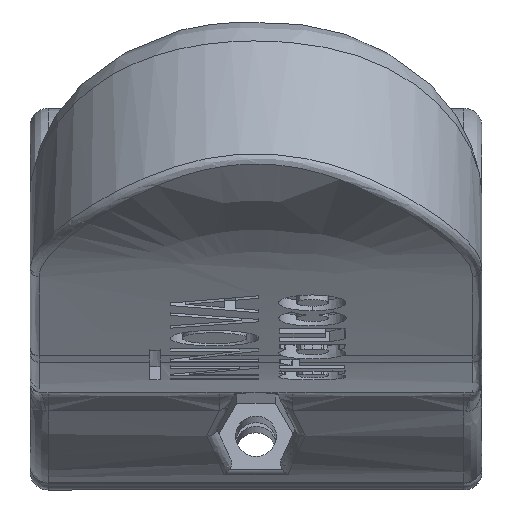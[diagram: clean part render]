
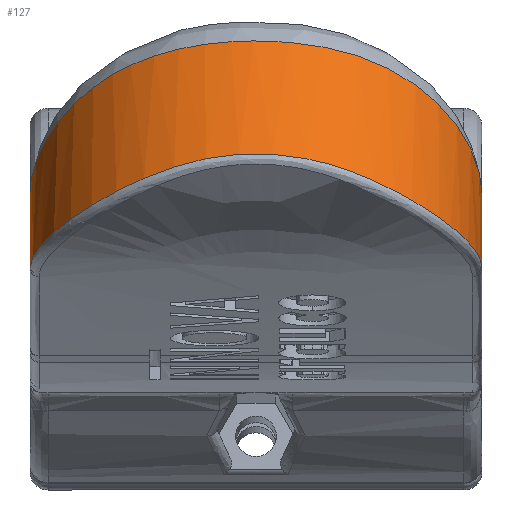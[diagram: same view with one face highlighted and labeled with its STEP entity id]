
A CAD part, top view. The second image highlights one B-rep face of the part: STEP entity #127.
In plain terms, the highlighted free-form (B-spline) face has degree [2, 1] with [9, 2] control points.
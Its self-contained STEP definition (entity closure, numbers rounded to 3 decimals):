
#127=ADVANCED_FACE('',(#402),#4150,.T.);
#402=FACE_OUTER_BOUND('',#685,.T.);
#685=EDGE_LOOP('',(#1341,#1342,#1343,#1344));
#1341=ORIENTED_EDGE('',*,*,#2466,.T.);
#1342=ORIENTED_EDGE('',*,*,#2459,.F.);
#1343=ORIENTED_EDGE('',*,*,#2481,.T.);
#1344=ORIENTED_EDGE('',*,*,#2421,.T.);
#2421=EDGE_CURVE('',#3765,#3764,#3220,.T.);
#2459=EDGE_CURVE('',#3776,#3777,#3247,.T.);
#2466=EDGE_CURVE('',#3764,#3777,#3252,.T.);
#2481=EDGE_CURVE('',#3776,#3765,#3264,.T.);
#3220=B_SPLINE_CURVE_WITH_KNOTS('',1,(#12373,#12374),.UNSPECIFIED.,.F.,
 .F.,(2,2),(-10.71,0.),.UNSPECIFIED.);
#3247=B_SPLINE_CURVE_WITH_KNOTS('',1,(#12681,#12682),.UNSPECIFIED.,.F.,
 .F.,(2,2),(0.,10.71),.UNSPECIFIED.);
#3252=B_SPLINE_CURVE_WITH_KNOTS('',3,(#12732,#12733,#12734,#12735,#12736,
#12737,#12738,#12739,#12740,#12741,#12742,#12743,#12744,#12745,#12746,#12747,
#12748),.UNSPECIFIED.,.F.,.F.,(4,1,1,1,1,1,1,1,1,1,1,1,1,1,4),(-79.148,
-73.495,-67.841,-62.188,-56.534,
-50.881,-45.228,-37.69,-33.921,
-30.152,-22.614,-16.96,-11.307,
-5.653,0.),.UNSPECIFIED.);
#3264=B_SPLINE_CURVE_WITH_KNOTS('',3,(#12830,#12831,#12832,#12833,#12834,
#12835,#12836,#12837,#12838,#12839,#12840,#12841,#12842,#12843,#12844),
 .UNSPECIFIED.,.F.,.F.,(4,1,1,1,1,1,1,1,1,1,1,1,4),(-81.184,-75.385,
-69.586,-63.787,-57.989,-46.391,
-42.525,-34.793,-30.927,-23.195,
-17.397,-11.598,0.),.UNSPECIFIED.);
#3764=VERTEX_POINT('',#11337);
#3765=VERTEX_POINT('',#11338);
#3776=VERTEX_POINT('',#11349);
#3777=VERTEX_POINT('',#11350);
#4150=(
BOUNDED_SURFACE()
B_SPLINE_SURFACE(2,1,((#11188,#11189),(#11190,#11191),(#11192,#11193),(#11194,
#11195),(#11196,#11197),(#11198,#11199),(#11200,#11201),(#11202,#11203),
(#11204,#11205)),.UNSPECIFIED.,.T.,.F.,.F.)
B_SPLINE_SURFACE_WITH_KNOTS((3,2,2,2,3),(2,2),(0.,39.27,78.54,
117.81,157.08),(0.,45.934),.UNSPECIFIED.)
GEOMETRIC_REPRESENTATION_ITEM()
RATIONAL_B_SPLINE_SURFACE(((1.,1.),(0.707,0.707),
(1.,1.),(0.707,0.707),(1.,1.),(0.707,
0.707),(1.,1.),(0.707,0.707),(1.,1.)))
REPRESENTATION_ITEM('')
SURFACE()
);
#11188=CARTESIAN_POINT('',(218.629,326.163,89.983));
#11189=CARTESIAN_POINT('',(218.629,361.351,60.457));
#11190=CARTESIAN_POINT('',(193.629,326.163,89.983));
#11191=CARTESIAN_POINT('',(193.629,361.351,60.457));
#11192=CARTESIAN_POINT('',(193.629,342.233,109.134));
#11193=CARTESIAN_POINT('',(193.629,377.42,79.608));
#11194=CARTESIAN_POINT('',(193.629,358.303,128.285));
#11195=CARTESIAN_POINT('',(193.629,393.49,98.76));
#11196=CARTESIAN_POINT('',(218.629,358.303,128.285));
#11197=CARTESIAN_POINT('',(218.629,393.49,98.76));
#11198=CARTESIAN_POINT('',(243.629,358.303,128.285));
#11199=CARTESIAN_POINT('',(243.629,393.49,98.76));
#11200=CARTESIAN_POINT('',(243.629,342.233,109.134));
#11201=CARTESIAN_POINT('',(243.629,377.42,79.608));
#11202=CARTESIAN_POINT('',(243.629,326.163,89.983));
#11203=CARTESIAN_POINT('',(243.629,361.351,60.457));
#11204=CARTESIAN_POINT('',(218.629,326.163,89.983));
#11205=CARTESIAN_POINT('',(218.629,361.351,60.457));
#11337=CARTESIAN_POINT('',(243.629,364.389,90.543));
#11338=CARTESIAN_POINT('',(243.629,356.184,97.427));
#11349=CARTESIAN_POINT('',(193.629,356.184,97.427));
#11350=CARTESIAN_POINT('',(193.629,364.389,90.543));
#12373=CARTESIAN_POINT('',(243.629,356.184,97.427));
#12374=CARTESIAN_POINT('',(243.629,364.389,90.543));
#12681=CARTESIAN_POINT('',(193.629,356.184,97.427));
#12682=CARTESIAN_POINT('',(193.629,364.389,90.543));
#12732=CARTESIAN_POINT('',(243.629,364.389,90.543));
#12733=CARTESIAN_POINT('',(243.629,365.486,92.058));
#12734=CARTESIAN_POINT('',(243.206,367.848,94.978));
#12735=CARTESIAN_POINT('',(241.338,371.534,98.835));
#12736=CARTESIAN_POINT('',(238.351,374.984,102.147));
#12737=CARTESIAN_POINT('',(234.375,377.864,104.939));
#12738=CARTESIAN_POINT('',(229.588,379.919,107.15));
#12739=CARTESIAN_POINT('',(223.657,381.189,108.802));
#12740=CARTESIAN_POINT('',(217.988,381.415,109.168));
#12741=CARTESIAN_POINT('',(213.034,380.991,108.545));
#12742=CARTESIAN_POINT('',(208.246,380.094,107.369));
#12743=CARTESIAN_POINT('',(203.325,378.188,105.247));
#12744=CARTESIAN_POINT('',(198.906,374.983,102.148));
#12745=CARTESIAN_POINT('',(195.92,371.535,98.835));
#12746=CARTESIAN_POINT('',(194.051,367.847,94.978));
#12747=CARTESIAN_POINT('',(193.629,365.486,92.058));
#12748=CARTESIAN_POINT('',(193.629,364.389,90.543));
#12830=CARTESIAN_POINT('',(193.629,356.184,97.427));
#12831=CARTESIAN_POINT('',(193.629,356.699,99.259));
#12832=CARTESIAN_POINT('',(193.988,357.789,102.909));
#12833=CARTESIAN_POINT('',(195.679,359.714,108.073));
#12834=CARTESIAN_POINT('',(198.582,361.976,112.543));
#12835=CARTESIAN_POINT('',(203.948,365.267,117.057));
#12836=CARTESIAN_POINT('',(210.381,367.945,118.951));
#12837=CARTESIAN_POINT('',(217.971,369.012,119.587));
#12838=CARTESIAN_POINT('',(223.131,368.638,119.383));
#12839=CARTESIAN_POINT('',(229.212,366.976,118.266));
#12840=CARTESIAN_POINT('',(234.206,364.715,116.302));
#12841=CARTESIAN_POINT('',(238.674,361.977,112.546));
#12842=CARTESIAN_POINT('',(242.548,358.956,106.576));
#12843=CARTESIAN_POINT('',(243.629,357.213,101.091));
#12844=CARTESIAN_POINT('',(243.629,356.184,97.427));
